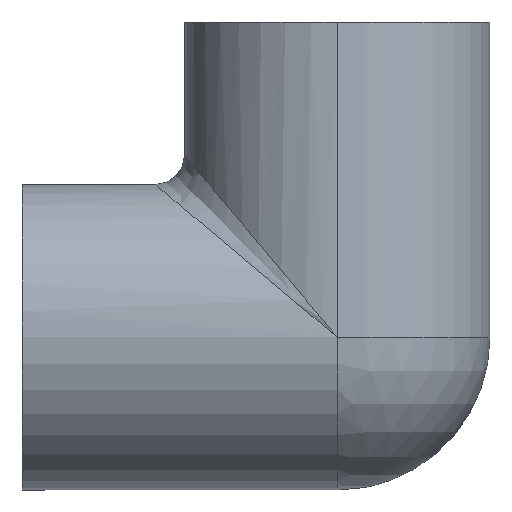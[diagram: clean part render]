
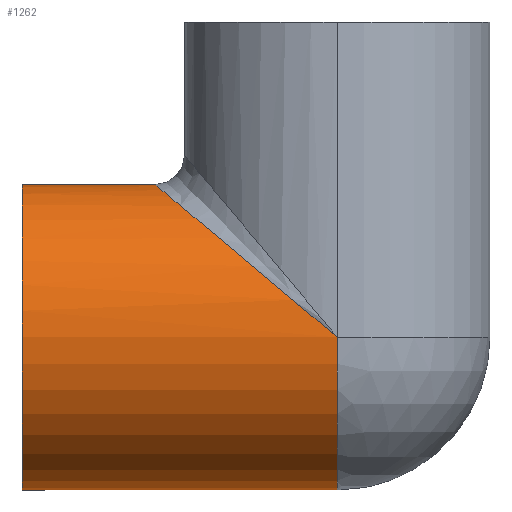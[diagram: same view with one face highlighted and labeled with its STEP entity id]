
A CAD part, front view. The second image highlights one B-rep face of the part: STEP entity #1262.
In plain terms, the highlighted cylindrical face has radius 16.637 mm (diameter 33.274 mm), a partial arc.
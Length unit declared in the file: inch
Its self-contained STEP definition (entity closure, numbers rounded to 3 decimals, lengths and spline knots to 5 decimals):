
#7 = DIRECTION ( 'NONE',  ( 0., 0., 1. ) ) ;
#222 = CARTESIAN_POINT ( 'NONE',  ( -0.781, 0., 0.655 ) ) ;
#223 = CARTESIAN_POINT ( 'NONE',  ( -0.781, -0.38369, 0.655 ) ) ;
#225 = CARTESIAN_POINT ( 'NONE',  ( -0.4575, -0.655, 0.38369 ) ) ;
#226 = CARTESIAN_POINT ( 'NONE',  ( 0., -0.655, 0. ) ) ;
#240 = EDGE_CURVE ( 'NONE', #813, #1218, #1296, .T. ) ;
#263 = CIRCLE ( 'NONE', #272, 0.655 ) ;
#272 = AXIS2_PLACEMENT_3D ( 'NONE', #1030, #1005, #1003 ) ;
#324 = CARTESIAN_POINT ( 'NONE',  ( -1.352, 0., -0.655 ) ) ;
#471 = CARTESIAN_POINT ( 'NONE',  ( -1.352, 0., 0. ) ) ;
#485 = VECTOR ( 'NONE', #776, 39.37008 ) ;
#490 = CARTESIAN_POINT ( 'NONE',  ( 0., 0., -0.655 ) ) ;
#511 = DIRECTION ( 'NONE',  ( -1., 0., 0. ) ) ;
#534 = DIRECTION ( 'NONE',  ( 0., 0., 1. ) ) ;
#550 = AXIS2_PLACEMENT_3D ( 'NONE', #471, #511, #534 ) ;
#585 = EDGE_CURVE ( 'NONE', #806, #813, #1426, .T. ) ;
#675 = CIRCLE ( 'NONE', #677, 0.655 ) ;
#677 = AXIS2_PLACEMENT_3D ( 'NONE', #976, #961, #7 ) ;
#706 = VECTOR ( 'NONE', #1298, 39.37008 ) ;
#740 = LINE ( 'NONE', #768, #485 ) ;
#768 = CARTESIAN_POINT ( 'NONE',  ( -1.352, 0., -0.655 ) ) ;
#769 = CARTESIAN_POINT ( 'NONE',  ( -0.781, 0., 0.655 ) ) ;
#776 = DIRECTION ( 'NONE',  ( -1., 0., 0. ) ) ;
#781 = EDGE_CURVE ( 'NONE', #828, #806, #675, .T. ) ;
#801 = CYLINDRICAL_SURFACE ( 'NONE', #550, 0.655 ) ;
#806 = VERTEX_POINT ( 'NONE', #1013 ) ;
#813 = VERTEX_POINT ( 'NONE', #769 ) ;
#828 = VERTEX_POINT ( 'NONE', #490 ) ;
#837 = EDGE_CURVE ( 'NONE', #857, #1218, #263, .T. ) ;
#857 = VERTEX_POINT ( 'NONE', #324 ) ;
#961 = DIRECTION ( 'NONE',  ( -1., 0., 0. ) ) ;
#976 = CARTESIAN_POINT ( 'NONE',  ( 0., 0., 0. ) ) ;
#988 = ORIENTED_EDGE ( 'NONE', *, *, #1268, .F. ) ;
#989 = ORIENTED_EDGE ( 'NONE', *, *, #781, .T. ) ;
#993 = ORIENTED_EDGE ( 'NONE', *, *, #585, .T. ) ;
#994 = ORIENTED_EDGE ( 'NONE', *, *, #240, .T. ) ;
#996 = ORIENTED_EDGE ( 'NONE', *, *, #837, .F. ) ;
#1003 = DIRECTION ( 'NONE',  ( 0., 0., 1. ) ) ;
#1005 = DIRECTION ( 'NONE',  ( -1., 0., 0. ) ) ;
#1013 = CARTESIAN_POINT ( 'NONE',  ( 0., -0.655, 0. ) ) ;
#1030 = CARTESIAN_POINT ( 'NONE',  ( -1.352, 0., 0. ) ) ;
#1031 = FACE_OUTER_BOUND ( 'NONE', #1088, .T. ) ;
#1088 = EDGE_LOOP ( 'NONE', ( #988, #989, #993, #994, #996 ) ) ;
#1218 = VERTEX_POINT ( 'NONE', #1256 ) ;
#1256 = CARTESIAN_POINT ( 'NONE',  ( -1.352, 0., 0.655 ) ) ;
#1262 = ADVANCED_FACE ( 'NONE', ( #1031 ), #801, .T. ) ;
#1268 = EDGE_CURVE ( 'NONE', #828, #857, #740, .T. ) ;
#1296 = LINE ( 'NONE', #1297, #706 ) ;
#1297 = CARTESIAN_POINT ( 'NONE',  ( -1.352, 0., 0.655 ) ) ;
#1298 = DIRECTION ( 'NONE',  ( -1., 0., 0. ) ) ;
#1426 =( BOUNDED_CURVE ( )  B_SPLINE_CURVE ( 3, ( #226, #225, #223, #222 ),
 .UNSPECIFIED., .F., .T. ) 
 B_SPLINE_CURVE_WITH_KNOTS ( ( 4, 4 ),
 ( 4.71239, 6.28319 ),
 .UNSPECIFIED. ) 
 CURVE ( )  GEOMETRIC_REPRESENTATION_ITEM ( )  RATIONAL_B_SPLINE_CURVE ( ( 1., 0.805, 0.805, 1. ) ) 
 REPRESENTATION_ITEM ( '' )  );
